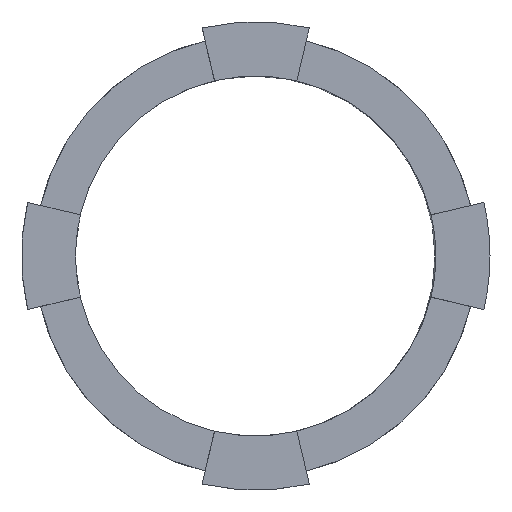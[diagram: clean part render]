
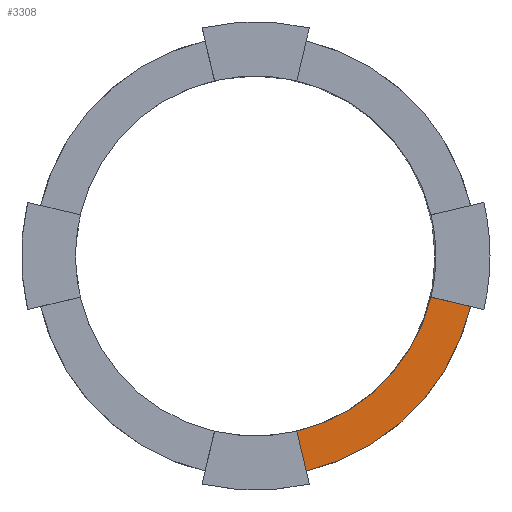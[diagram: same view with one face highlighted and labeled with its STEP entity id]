
A CAD part, top view. The second image highlights one B-rep face of the part: STEP entity #3308.
In plain terms, the highlighted planar face has unit normal (0.005, 0, 1).
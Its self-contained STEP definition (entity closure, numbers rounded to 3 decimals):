
#319 = PLANE('',#320);
#320 = AXIS2_PLACEMENT_3D('',#321,#322,#323);
#321 = CARTESIAN_POINT('',(12.456,-3.074,
    2.063));
#322 = DIRECTION('',(0.229,0.974,-0.001)
  );
#323 = DIRECTION('',(-0.974,0.229,0.005));
#352 = CYLINDRICAL_SURFACE('',#353,13.45);
#353 = AXIS2_PLACEMENT_3D('',#354,#355,#356);
#354 = CARTESIAN_POINT('',(-0.694,0.,
    -9.071));
#355 = DIRECTION('',(0.005,0.,
    1.));
#356 = DIRECTION('',(1.,0.,
    -0.005));
#618 = VERTEX_POINT('',#619);
#619 = CARTESIAN_POINT('',(15.415,-3.771,
    0.049));
#634 = CYLINDRICAL_SURFACE('',#635,16.5);
#635 = AXIS2_PLACEMENT_3D('',#636,#637,#638);
#636 = CARTESIAN_POINT('',(-0.648,0.,
    0.129));
#637 = DIRECTION('',(-0.005,0.,
    -1.));
#638 = DIRECTION('',(-1.,0.,
    0.005));
#1161 = EDGE_CURVE('',#1162,#618,#1164,.T.);
#1162 = VERTEX_POINT('',#1163);
#1163 = CARTESIAN_POINT('',(3.124,-16.063,0.11
    ));
#1164 = SURFACE_CURVE('',#1165,(#1170,#1199),.PCURVE_S1.);
#1165 = CIRCLE('',#1166,16.5);
#1166 = AXIS2_PLACEMENT_3D('',#1167,#1168,#1169);
#1167 = CARTESIAN_POINT('',(-0.648,0.,
    0.129));
#1168 = DIRECTION('',(0.005,0.,
    1.));
#1169 = DIRECTION('',(0.229,-0.974,-0.001
    ));
#1170 = PCURVE('',#634,#1171);
#1171 = DEFINITIONAL_REPRESENTATION('',(#1172),#1198);
#1172 = B_SPLINE_CURVE_WITH_KNOTS('',3,(#1173,#1174,#1175,#1176,#1177,
    #1178,#1179,#1180,#1181,#1182,#1183,#1184,#1185,#1186,#1187,#1188,
    #1189,#1190,#1191,#1192,#1193,#1194,#1195,#1196,#1197),
  .UNSPECIFIED.,.F.,.F.,(4,1,1,1,1,1,1,1,1,1,1,1,1,1,1,1,1,1,1,1,1,1,4),
  (0.,0.05,0.101,0.151,0.202,
    0.252,0.303,0.353,0.403,
    0.454,0.504,0.555,0.605,
    0.656,0.706,0.757,0.807,
    0.857,0.908,0.958,1.009,
    1.059,1.11),.QUASI_UNIFORM_KNOTS.);
#1173 = CARTESIAN_POINT('',(4.482,0.));
#1174 = CARTESIAN_POINT('',(4.465,0.));
#1175 = CARTESIAN_POINT('',(4.431,0.));
#1176 = CARTESIAN_POINT('',(4.381,0.));
#1177 = CARTESIAN_POINT('',(4.33,0.));
#1178 = CARTESIAN_POINT('',(4.28,0.));
#1179 = CARTESIAN_POINT('',(4.23,0.));
#1180 = CARTESIAN_POINT('',(4.179,0.));
#1181 = CARTESIAN_POINT('',(4.129,0.));
#1182 = CARTESIAN_POINT('',(4.078,0.));
#1183 = CARTESIAN_POINT('',(4.028,0.));
#1184 = CARTESIAN_POINT('',(3.977,0.));
#1185 = CARTESIAN_POINT('',(3.927,0.));
#1186 = CARTESIAN_POINT('',(3.877,0.));
#1187 = CARTESIAN_POINT('',(3.826,0.));
#1188 = CARTESIAN_POINT('',(3.776,0.));
#1189 = CARTESIAN_POINT('',(3.725,0.));
#1190 = CARTESIAN_POINT('',(3.675,0.));
#1191 = CARTESIAN_POINT('',(3.624,0.));
#1192 = CARTESIAN_POINT('',(3.574,0.));
#1193 = CARTESIAN_POINT('',(3.524,0.));
#1194 = CARTESIAN_POINT('',(3.473,0.));
#1195 = CARTESIAN_POINT('',(3.423,0.));
#1196 = CARTESIAN_POINT('',(3.389,0.));
#1197 = CARTESIAN_POINT('',(3.372,0.));
#1198 = ( GEOMETRIC_REPRESENTATION_CONTEXT(2) 
PARAMETRIC_REPRESENTATION_CONTEXT() REPRESENTATION_CONTEXT('2D SPACE',''
  ) );
#1199 = PCURVE('',#1200,#1205);
#1200 = PLANE('',#1201);
#1201 = AXIS2_PLACEMENT_3D('',#1202,#1203,#1204);
#1202 = CARTESIAN_POINT('',(-0.648,0.,
    0.129));
#1203 = DIRECTION('',(-0.005,0.,
    -1.));
#1204 = DIRECTION('',(-1.,0.,
    0.005));
#1205 = DEFINITIONAL_REPRESENTATION('',(#1206),#1214);
#1206 = ( BOUNDED_CURVE() B_SPLINE_CURVE(2,(#1207,#1208,#1209,#1210,
#1211,#1212,#1213),.UNSPECIFIED.,.F.,.F.) B_SPLINE_CURVE_WITH_KNOTS((1,2
    ,2,2,2,1),(-2.094,0.,2.094,4.189,
6.283,8.378),.UNSPECIFIED.) CURVE() 
GEOMETRIC_REPRESENTATION_ITEM() RATIONAL_B_SPLINE_CURVE((1.,0.5,1.,0.5,
1.,0.5,1.)) REPRESENTATION_ITEM('') );
#1207 = CARTESIAN_POINT('',(-3.771,-16.063));
#1208 = CARTESIAN_POINT('',(-31.594,-9.531));
#1209 = CARTESIAN_POINT('',(-12.025,11.298));
#1210 = CARTESIAN_POINT('',(7.543,32.126));
#1211 = CARTESIAN_POINT('',(15.797,4.765));
#1212 = CARTESIAN_POINT('',(24.051,-22.596));
#1213 = CARTESIAN_POINT('',(-3.771,-16.063));
#1214 = ( GEOMETRIC_REPRESENTATION_CONTEXT(2) 
PARAMETRIC_REPRESENTATION_CONTEXT() REPRESENTATION_CONTEXT('2D SPACE',''
  ) );
#2895 = VERTEX_POINT('',#2896);
#2896 = CARTESIAN_POINT('',(12.446,-3.074,
    0.063));
#2939 = EDGE_CURVE('',#2895,#2940,#2942,.T.);
#2940 = VERTEX_POINT('',#2941);
#2941 = CARTESIAN_POINT('',(2.427,-13.094,
    0.114));
#2942 = SURFACE_CURVE('',#2943,(#2948,#2977),.PCURVE_S1.);
#2943 = CIRCLE('',#2944,13.45);
#2944 = AXIS2_PLACEMENT_3D('',#2945,#2946,#2947);
#2945 = CARTESIAN_POINT('',(-0.648,0.,
    0.129));
#2946 = DIRECTION('',(-0.005,0.,
    -1.));
#2947 = DIRECTION('',(0.974,-0.229,-0.005)
  );
#2948 = PCURVE('',#352,#2949);
#2949 = DEFINITIONAL_REPRESENTATION('',(#2950),#2976);
#2950 = B_SPLINE_CURVE_WITH_KNOTS('',3,(#2951,#2952,#2953,#2954,#2955,
    #2956,#2957,#2958,#2959,#2960,#2961,#2962,#2963,#2964,#2965,#2966,
    #2967,#2968,#2969,#2970,#2971,#2972,#2973,#2974,#2975),
  .UNSPECIFIED.,.F.,.F.,(4,1,1,1,1,1,1,1,1,1,1,1,1,1,1,1,1,1,1,1,1,1,4),
  (0.,0.05,0.101,0.151,0.202,
    0.252,0.303,0.353,0.403,
    0.454,0.504,0.555,0.605,
    0.656,0.706,0.757,0.807,
    0.857,0.908,0.958,1.009,
    1.059,1.11),.QUASI_UNIFORM_KNOTS.);
#2951 = CARTESIAN_POINT('',(6.053,9.2));
#2952 = CARTESIAN_POINT('',(6.036,9.2));
#2953 = CARTESIAN_POINT('',(6.002,9.2));
#2954 = CARTESIAN_POINT('',(5.952,9.2));
#2955 = CARTESIAN_POINT('',(5.901,9.2));
#2956 = CARTESIAN_POINT('',(5.851,9.2));
#2957 = CARTESIAN_POINT('',(5.8,9.2));
#2958 = CARTESIAN_POINT('',(5.75,9.2));
#2959 = CARTESIAN_POINT('',(5.7,9.2));
#2960 = CARTESIAN_POINT('',(5.649,9.2));
#2961 = CARTESIAN_POINT('',(5.599,9.2));
#2962 = CARTESIAN_POINT('',(5.548,9.2));
#2963 = CARTESIAN_POINT('',(5.498,9.2));
#2964 = CARTESIAN_POINT('',(5.447,9.2));
#2965 = CARTESIAN_POINT('',(5.397,9.2));
#2966 = CARTESIAN_POINT('',(5.346,9.2));
#2967 = CARTESIAN_POINT('',(5.296,9.2));
#2968 = CARTESIAN_POINT('',(5.246,9.2));
#2969 = CARTESIAN_POINT('',(5.195,9.2));
#2970 = CARTESIAN_POINT('',(5.145,9.2));
#2971 = CARTESIAN_POINT('',(5.094,9.2));
#2972 = CARTESIAN_POINT('',(5.044,9.2));
#2973 = CARTESIAN_POINT('',(4.993,9.2));
#2974 = CARTESIAN_POINT('',(4.96,9.2));
#2975 = CARTESIAN_POINT('',(4.943,9.2));
#2976 = ( GEOMETRIC_REPRESENTATION_CONTEXT(2) 
PARAMETRIC_REPRESENTATION_CONTEXT() REPRESENTATION_CONTEXT('2D SPACE',''
  ) );
#2977 = PCURVE('',#1200,#2978);
#2978 = DEFINITIONAL_REPRESENTATION('',(#2979),#2983);
#2979 = CIRCLE('',#2980,13.45);
#2980 = AXIS2_PLACEMENT_2D('',#2981,#2982);
#2981 = CARTESIAN_POINT('',(0.,0.));
#2982 = DIRECTION('',(-0.974,-0.229));
#2983 = ( GEOMETRIC_REPRESENTATION_CONTEXT(2) 
PARAMETRIC_REPRESENTATION_CONTEXT() REPRESENTATION_CONTEXT('2D SPACE',''
  ) );
#3023 = PLANE('',#3024);
#3024 = AXIS2_PLACEMENT_3D('',#3025,#3026,#3027);
#3025 = CARTESIAN_POINT('',(3.362,-17.037,
    2.109));
#3026 = DIRECTION('',(-0.974,-0.229,0.005)
  );
#3027 = DIRECTION('',(0.229,-0.974,-0.001
    ));
#3284 = EDGE_CURVE('',#618,#2895,#3285,.T.);
#3285 = SURFACE_CURVE('',#3286,(#3290,#3297),.PCURVE_S1.);
#3286 = LINE('',#3287,#3288);
#3287 = CARTESIAN_POINT('',(15.415,-3.771,
    0.049));
#3288 = VECTOR('',#3289,1.);
#3289 = DIRECTION('',(-0.974,0.229,0.005)
  );
#3290 = PCURVE('',#319,#3291);
#3291 = DEFINITIONAL_REPRESENTATION('',(#3292),#3296);
#3292 = LINE('',#3293,#3294);
#3293 = CARTESIAN_POINT('',(-3.05,-2.));
#3294 = VECTOR('',#3295,1.);
#3295 = DIRECTION('',(1.,0.));
#3296 = ( GEOMETRIC_REPRESENTATION_CONTEXT(2) 
PARAMETRIC_REPRESENTATION_CONTEXT() REPRESENTATION_CONTEXT('2D SPACE',''
  ) );
#3297 = PCURVE('',#1200,#3298);
#3298 = DEFINITIONAL_REPRESENTATION('',(#3299),#3303);
#3299 = LINE('',#3300,#3301);
#3300 = CARTESIAN_POINT('',(-16.063,-3.771));
#3301 = VECTOR('',#3302,1.);
#3302 = DIRECTION('',(0.974,0.229));
#3303 = ( GEOMETRIC_REPRESENTATION_CONTEXT(2) 
PARAMETRIC_REPRESENTATION_CONTEXT() REPRESENTATION_CONTEXT('2D SPACE',''
  ) );
#3308 = ADVANCED_FACE('',(#3309),#1200,.F.);
#3309 = FACE_BOUND('',#3310,.F.);
#3310 = EDGE_LOOP('',(#3311,#3312,#3313,#3334));
#3311 = ORIENTED_EDGE('',*,*,#3284,.F.);
#3312 = ORIENTED_EDGE('',*,*,#1161,.F.);
#3313 = ORIENTED_EDGE('',*,*,#3314,.F.);
#3314 = EDGE_CURVE('',#2940,#1162,#3315,.T.);
#3315 = SURFACE_CURVE('',#3316,(#3320,#3327),.PCURVE_S1.);
#3316 = LINE('',#3317,#3318);
#3317 = CARTESIAN_POINT('',(2.427,-13.094,
    0.114));
#3318 = VECTOR('',#3319,1.);
#3319 = DIRECTION('',(0.229,-0.974,-0.001
    ));
#3320 = PCURVE('',#1200,#3321);
#3321 = DEFINITIONAL_REPRESENTATION('',(#3322),#3326);
#3322 = LINE('',#3323,#3324);
#3323 = CARTESIAN_POINT('',(-3.074,-13.094));
#3324 = VECTOR('',#3325,1.);
#3325 = DIRECTION('',(-0.229,-0.974));
#3326 = ( GEOMETRIC_REPRESENTATION_CONTEXT(2) 
PARAMETRIC_REPRESENTATION_CONTEXT() REPRESENTATION_CONTEXT('2D SPACE',''
  ) );
#3327 = PCURVE('',#3023,#3328);
#3328 = DEFINITIONAL_REPRESENTATION('',(#3329),#3333);
#3329 = LINE('',#3330,#3331);
#3330 = CARTESIAN_POINT('',(-4.05,-2.));
#3331 = VECTOR('',#3332,1.);
#3332 = DIRECTION('',(1.,0.));
#3333 = ( GEOMETRIC_REPRESENTATION_CONTEXT(2) 
PARAMETRIC_REPRESENTATION_CONTEXT() REPRESENTATION_CONTEXT('2D SPACE',''
  ) );
#3334 = ORIENTED_EDGE('',*,*,#2939,.F.);
